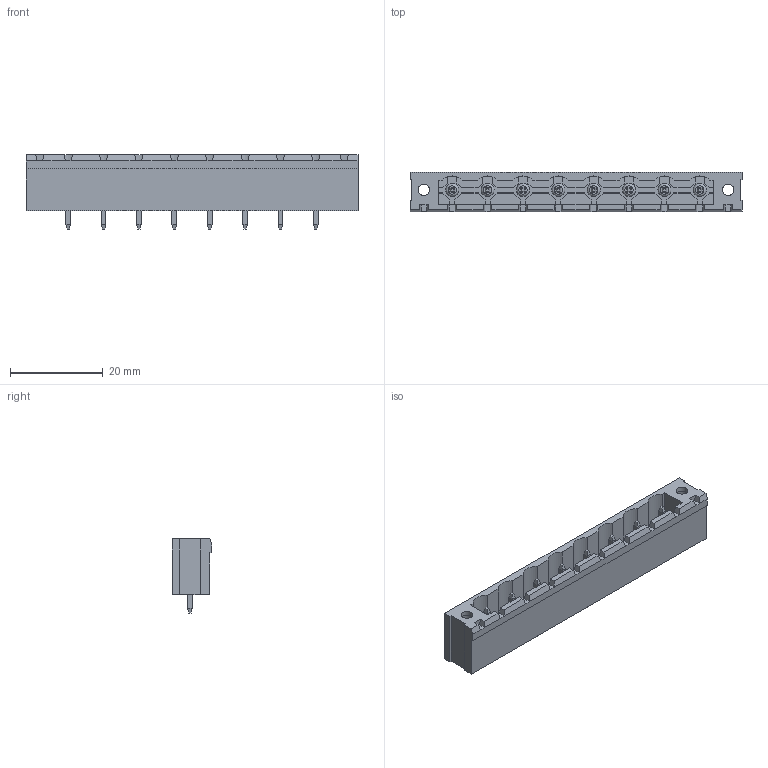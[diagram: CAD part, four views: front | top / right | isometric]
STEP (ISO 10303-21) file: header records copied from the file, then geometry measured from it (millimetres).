
FILE_DESCRIPTION( ( 'Unknown' ), '1' );
FILE_NAME( '691318400008.stp', 'Unknown', ( 'Quentin LAIDEBEUR' ), ( 'WE' ), 'PSStep 15.0.49', 'Sample-box', ' ' );
FILE_SCHEMA( ( 'AUTOMOTIVE_DESIGN { 1 0 10303 214 1 1 1 1 }' ) );
Length unit declared in the file: millimetre
Products named in the file (4): Assem1; 691318400008; 6913184000xx_INSERT; 6913184000xx_PIN
Assembly tree (11 placements, depth 2):
  Assem1
    691318400008
    6913184000xx_INSERT  x2
    6913184000xx_PIN  x8
Bounding box: 71.54 x 8.5 x 16 mm (x, y, z)
Volume: 3200.3 mm3; surface area: 6677.7 mm2
Topology: 11 solids, 11 shells, 477 faces, 1260 edges, 811 vertices
Faces by surface type: plane 441, cylinder 24, torus 12
Full cylindrical faces by diameter (mm): 2.5 x4, 2.8 x8
Entity records: 14847 total; most frequent: CARTESIAN_POINT 2315, ORIENTED_EDGE 2018, DIRECTION 1829, EDGE_CURVE 1009, LINE 925, VECTOR 925, VERTEX_POINT 674, AXIS2_PLACEMENT_3D 452
